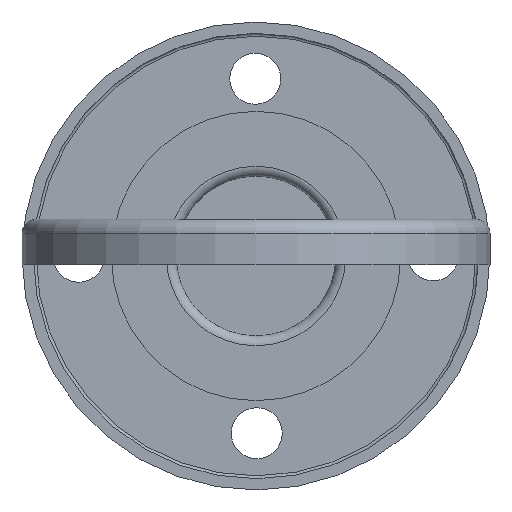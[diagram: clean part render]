
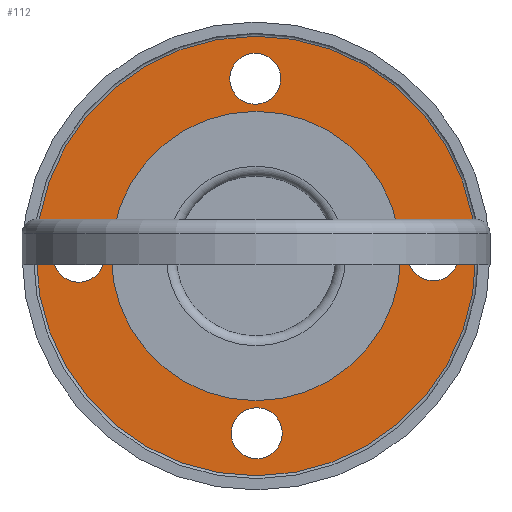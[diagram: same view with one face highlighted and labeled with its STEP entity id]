
A CAD part, front view. The second image highlights one B-rep face of the part: STEP entity #112.
In plain terms, the highlighted face is planar.
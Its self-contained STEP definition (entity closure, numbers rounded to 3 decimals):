
#112 = ADVANCED_FACE( '', ( #251, #252, #253, #254, #255, #256 ), #257, .F. );
#251 = FACE_BOUND( '', #407, .T. );
#252 = FACE_BOUND( '', #408, .T. );
#253 = FACE_BOUND( '', #409, .T. );
#254 = FACE_BOUND( '', #410, .T. );
#255 = FACE_BOUND( '', #411, .T. );
#256 = FACE_OUTER_BOUND( '', #412, .T. );
#257 = PLANE( '', #413 );
#407 = EDGE_LOOP( '', ( #600 ) );
#408 = EDGE_LOOP( '', ( #601 ) );
#409 = EDGE_LOOP( '', ( #602 ) );
#410 = EDGE_LOOP( '', ( #603 ) );
#411 = EDGE_LOOP( '', ( #604 ) );
#412 = EDGE_LOOP( '', ( #605 ) );
#413 = AXIS2_PLACEMENT_3D( '', #606, #607, #608 );
#600 = ORIENTED_EDGE( '', *, *, #731, .T. );
#601 = ORIENTED_EDGE( '', *, *, #732, .T. );
#602 = ORIENTED_EDGE( '', *, *, #684, .T. );
#603 = ORIENTED_EDGE( '', *, *, #719, .T. );
#604 = ORIENTED_EDGE( '', *, *, #707, .F. );
#605 = ORIENTED_EDGE( '', *, *, #700, .T. );
#606 = CARTESIAN_POINT( '', ( -77.5, 0., 8.93 ) );
#607 = DIRECTION( '', ( 0., 0., 1. ) );
#608 = DIRECTION( '', ( 1., 0., 0. ) );
#684 = EDGE_CURVE( '', #761, #761, #762, .T. );
#700 = EDGE_CURVE( '', #787, #787, #788, .T. );
#707 = EDGE_CURVE( '', #799, #799, #800, .T. );
#719 = EDGE_CURVE( '', #819, #819, #820, .T. );
#731 = EDGE_CURVE( '', #836, #836, #837, .T. );
#732 = EDGE_CURVE( '', #838, #838, #839, .T. );
#761 = VERTEX_POINT( '', #869 );
#762 = CIRCLE( '', #870, 9. );
#787 = VERTEX_POINT( '', #895 );
#788 = CIRCLE( '', #896, 77.5 );
#799 = VERTEX_POINT( '', #907 );
#800 = CIRCLE( '', #908, 50.5 );
#819 = VERTEX_POINT( '', #927 );
#820 = CIRCLE( '', #928, 9. );
#836 = VERTEX_POINT( '', #944 );
#837 = CIRCLE( '', #945, 9. );
#838 = VERTEX_POINT( '', #946 );
#839 = CIRCLE( '', #947, 9. );
#869 = CARTESIAN_POINT( '', ( 71.5, 0., 8.93 ) );
#870 = AXIS2_PLACEMENT_3D( '', #979, #980, #981 );
#895 = CARTESIAN_POINT( '', ( -77.5, 0., 8.93 ) );
#896 = AXIS2_PLACEMENT_3D( '', #1009, #1010, #1011 );
#907 = CARTESIAN_POINT( '', ( -50.5, 0., 8.93 ) );
#908 = AXIS2_PLACEMENT_3D( '', #1024, #1025, #1026 );
#927 = CARTESIAN_POINT( '', ( -53.5, 0., 8.93 ) );
#928 = AXIS2_PLACEMENT_3D( '', #1048, #1049, #1050 );
#944 = CARTESIAN_POINT( '', ( 9., -62.5, 8.93 ) );
#945 = AXIS2_PLACEMENT_3D( '', #1063, #1064, #1065 );
#946 = CARTESIAN_POINT( '', ( 9., 62.5, 8.93 ) );
#947 = AXIS2_PLACEMENT_3D( '', #1066, #1067, #1068 );
#979 = CARTESIAN_POINT( '', ( 62.5, 0., 8.93 ) );
#980 = DIRECTION( '', ( 0., 0., 1. ) );
#981 = DIRECTION( '', ( 1., 0., 0. ) );
#1009 = CARTESIAN_POINT( '', ( 0., 0., 8.93 ) );
#1010 = DIRECTION( '', ( 0., 0., -1. ) );
#1011 = DIRECTION( '', ( -1., 0., 0. ) );
#1024 = CARTESIAN_POINT( '', ( 0., 0., 8.93 ) );
#1025 = DIRECTION( '', ( 0., 0., -1. ) );
#1026 = DIRECTION( '', ( -1., 0., 0. ) );
#1048 = CARTESIAN_POINT( '', ( -62.5, 0., 8.93 ) );
#1049 = DIRECTION( '', ( 0., 0., 1. ) );
#1050 = DIRECTION( '', ( 1., 0., 0. ) );
#1063 = CARTESIAN_POINT( '', ( 0., -62.5, 8.93 ) );
#1064 = DIRECTION( '', ( 0., 0., 1. ) );
#1065 = DIRECTION( '', ( 1., 0., 0. ) );
#1066 = CARTESIAN_POINT( '', ( 0., 62.5, 8.93 ) );
#1067 = DIRECTION( '', ( 0., 0., 1. ) );
#1068 = DIRECTION( '', ( 1., 0., 0. ) );
